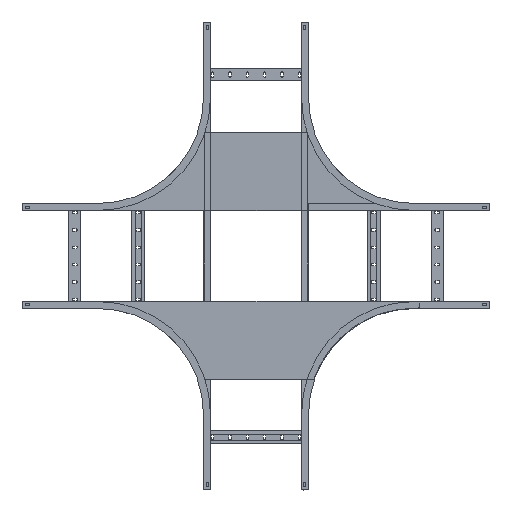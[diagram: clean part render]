
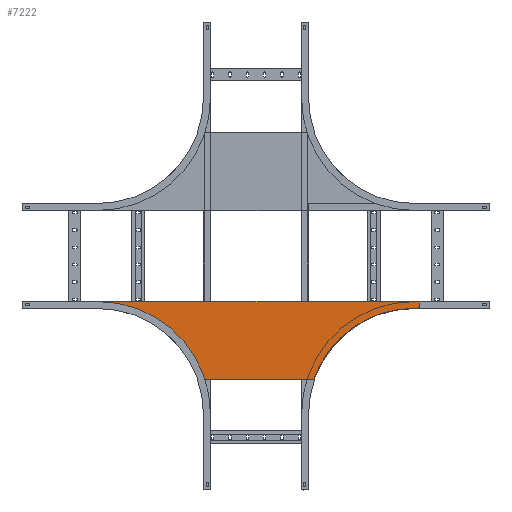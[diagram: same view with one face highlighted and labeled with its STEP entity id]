
A CAD part, top view. The second image highlights one B-rep face of the part: STEP entity #7222.
In plain terms, the highlighted face is planar.
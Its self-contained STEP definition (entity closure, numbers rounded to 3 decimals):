
#9 = LINE ( 'NONE', #3614, #8893 ) ;
#43 = CIRCLE ( 'NONE', #2898, 5. ) ;
#316 = CARTESIAN_POINT ( 'NONE',  ( -465.4, -1.2, -380. ) ) ;
#358 = CARTESIAN_POINT ( 'NONE',  ( -449.538, -1.2, -73.2 ) ) ;
#378 = AXIS2_PLACEMENT_3D ( 'NONE', #358, #5209, #1710 ) ;
#422 = EDGE_CURVE ( 'NONE', #3789, #1412, #1236, .T. ) ;
#640 = VECTOR ( 'NONE', #7820, 1000. ) ;
#658 = DIRECTION ( 'NONE',  ( -1., 0., 0. ) ) ;
#806 = DIRECTION ( 'NONE',  ( 1., 0., 0. ) ) ;
#845 = CARTESIAN_POINT ( 'NONE',  ( -449.538, -1.2, -375. ) ) ;
#937 = DIRECTION ( 'NONE',  ( 0., 0., -1. ) ) ;
#970 = VERTEX_POINT ( 'NONE', #7973 ) ;
#1017 = CARTESIAN_POINT ( 'NONE',  ( 460.4, -1.2, -380. ) ) ;
#1200 = EDGE_CURVE ( 'NONE', #4005, #2708, #5286, .T. ) ;
#1236 = LINE ( 'NONE', #3397, #3863 ) ;
#1360 = AXIS2_PLACEMENT_3D ( 'NONE', #3786, #2283, #4413 ) ;
#1412 = VERTEX_POINT ( 'NONE', #2325 ) ;
#1574 = EDGE_CURVE ( 'NONE', #8401, #7843, #6047, .T. ) ;
#1658 = EDGE_CURVE ( 'NONE', #6562, #3991, #43, .T. ) ;
#1710 = DIRECTION ( 'NONE',  ( 0., 0., 1. ) ) ;
#1779 = VERTEX_POINT ( 'NONE', #316 ) ;
#1834 = ORIENTED_EDGE ( 'NONE', *, *, #1658, .T. ) ;
#2283 = DIRECTION ( 'NONE',  ( 0., -1., 0. ) ) ;
#2301 = DIRECTION ( 'NONE',  ( 0., -1., 0. ) ) ;
#2325 = CARTESIAN_POINT ( 'NONE',  ( -465.4, -1.2, -393.2 ) ) ;
#2346 = CARTESIAN_POINT ( 'NONE',  ( 164.787, -1.2, -173.2 ) ) ;
#2708 = VERTEX_POINT ( 'NONE', #5046 ) ;
#2898 = AXIS2_PLACEMENT_3D ( 'NONE', #1017, #3867, #5342 ) ;
#3284 = ORIENTED_EDGE ( 'NONE', *, *, #7816, .F. ) ;
#3360 = LINE ( 'NONE', #4969, #8529 ) ;
#3397 = CARTESIAN_POINT ( 'NONE',  ( -637., -1.2, -393.2 ) ) ;
#3614 = CARTESIAN_POINT ( 'NONE',  ( 465.4, -1.2, -395.4 ) ) ;
#3652 = CARTESIAN_POINT ( 'NONE',  ( 449.538, -1.2, -73.2 ) ) ;
#3682 = DIRECTION ( 'NONE',  ( 0., 0., -1. ) ) ;
#3709 = ORIENTED_EDGE ( 'NONE', *, *, #422, .F. ) ;
#3786 = CARTESIAN_POINT ( 'NONE',  ( -460.4, -1.2, -380. ) ) ;
#3789 = VERTEX_POINT ( 'NONE', #6928 ) ;
#3863 = VECTOR ( 'NONE', #658, 1000. ) ;
#3867 = DIRECTION ( 'NONE',  ( 0., -1., 0. ) ) ;
#3909 = LINE ( 'NONE', #5592, #5894 ) ;
#3991 = VERTEX_POINT ( 'NONE', #5724 ) ;
#4005 = VERTEX_POINT ( 'NONE', #7137 ) ;
#4413 = DIRECTION ( 'NONE',  ( 0., 0., 1. ) ) ;
#4437 = EDGE_CURVE ( 'NONE', #1412, #1779, #5878, .T. ) ;
#4783 = DIRECTION ( 'NONE',  ( 0., -1., 0. ) ) ;
#4929 = CIRCLE ( 'NONE', #1360, 5. ) ;
#4969 = CARTESIAN_POINT ( 'NONE',  ( 449.538, -1.2, -375. ) ) ;
#5046 = CARTESIAN_POINT ( 'NONE',  ( -164.787, -1.2, -173.2 ) ) ;
#5136 = EDGE_LOOP ( 'NONE', ( #3284, #1834, #8342, #7818, #6936, #8393, #8879, #8826, #5867, #3709 ) ) ;
#5209 = DIRECTION ( 'NONE',  ( 0., 1., 0. ) ) ;
#5286 = CIRCLE ( 'NONE', #5907, 301.8 ) ;
#5342 = DIRECTION ( 'NONE',  ( 0., 0., 1. ) ) ;
#5392 = VECTOR ( 'NONE', #5799, 1000. ) ;
#5592 = CARTESIAN_POINT ( 'NONE',  ( -560., -1.2, -173.2 ) ) ;
#5597 = CARTESIAN_POINT ( 'NONE',  ( -465.4, -1.2, -395.4 ) ) ;
#5724 = CARTESIAN_POINT ( 'NONE',  ( 460.4, -1.2, -375. ) ) ;
#5798 = CARTESIAN_POINT ( 'NONE',  ( 449.538, -1.2, -375. ) ) ;
#5799 = DIRECTION ( 'NONE',  ( 1., 0., 0. ) ) ;
#5867 = ORIENTED_EDGE ( 'NONE', *, *, #4437, .F. ) ;
#5878 = LINE ( 'NONE', #5597, #640 ) ;
#5894 = VECTOR ( 'NONE', #7001, 1000. ) ;
#5907 = AXIS2_PLACEMENT_3D ( 'NONE', #6777, #4783, #6168 ) ;
#6047 = CIRCLE ( 'NONE', #7267, 301.8 ) ;
#6168 = DIRECTION ( 'NONE',  ( 0., 0., 1. ) ) ;
#6510 = EDGE_CURVE ( 'NONE', #970, #4005, #8693, .T. ) ;
#6562 = VERTEX_POINT ( 'NONE', #7976 ) ;
#6777 = CARTESIAN_POINT ( 'NONE',  ( -449.538, -1.2, -73.2 ) ) ;
#6928 = CARTESIAN_POINT ( 'NONE',  ( 465.4, -1.2, -393.2 ) ) ;
#6936 = ORIENTED_EDGE ( 'NONE', *, *, #8269, .T. ) ;
#7001 = DIRECTION ( 'NONE',  ( -1., 0., 0. ) ) ;
#7137 = CARTESIAN_POINT ( 'NONE',  ( -449.538, -1.2, -375. ) ) ;
#7222 = ADVANCED_FACE ( 'NONE', ( #7570 ), #8092, .F. ) ;
#7267 = AXIS2_PLACEMENT_3D ( 'NONE', #3652, #2301, #937 ) ;
#7570 = FACE_OUTER_BOUND ( 'NONE', #5136, .T. ) ;
#7728 = EDGE_CURVE ( 'NONE', #970, #1779, #4929, .T. ) ;
#7816 = EDGE_CURVE ( 'NONE', #6562, #3789, #9, .T. ) ;
#7818 = ORIENTED_EDGE ( 'NONE', *, *, #1574, .F. ) ;
#7820 = DIRECTION ( 'NONE',  ( 0., 0., 1. ) ) ;
#7843 = VERTEX_POINT ( 'NONE', #5798 ) ;
#7973 = CARTESIAN_POINT ( 'NONE',  ( -460.4, -1.2, -375. ) ) ;
#7976 = CARTESIAN_POINT ( 'NONE',  ( 465.4, -1.2, -380. ) ) ;
#8092 = PLANE ( 'NONE',  #378 ) ;
#8269 = EDGE_CURVE ( 'NONE', #8401, #2708, #3909, .T. ) ;
#8342 = ORIENTED_EDGE ( 'NONE', *, *, #8792, .F. ) ;
#8393 = ORIENTED_EDGE ( 'NONE', *, *, #1200, .F. ) ;
#8401 = VERTEX_POINT ( 'NONE', #2346 ) ;
#8529 = VECTOR ( 'NONE', #806, 1000. ) ;
#8693 = LINE ( 'NONE', #845, #5392 ) ;
#8792 = EDGE_CURVE ( 'NONE', #7843, #3991, #3360, .T. ) ;
#8826 = ORIENTED_EDGE ( 'NONE', *, *, #7728, .T. ) ;
#8879 = ORIENTED_EDGE ( 'NONE', *, *, #6510, .F. ) ;
#8893 = VECTOR ( 'NONE', #3682, 1000. ) ;
